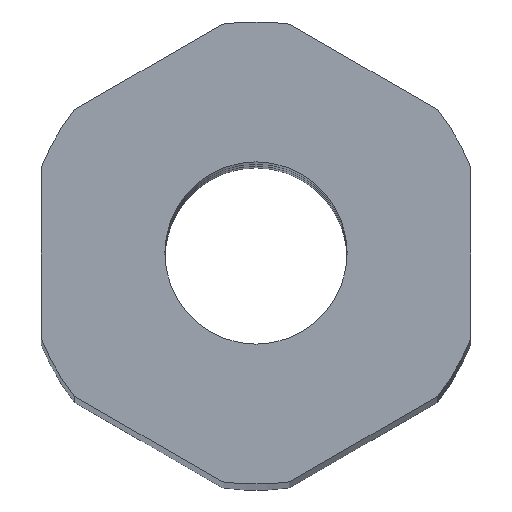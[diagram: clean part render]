
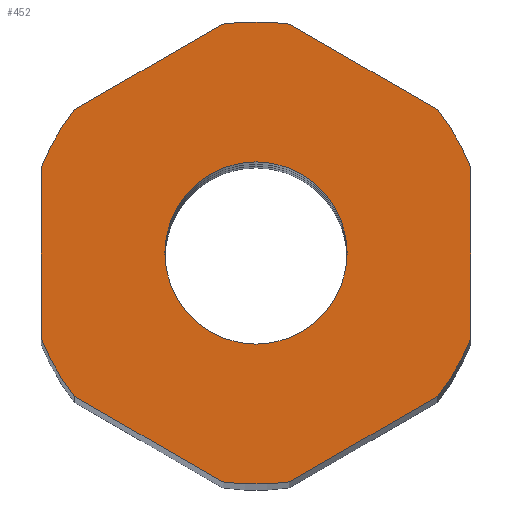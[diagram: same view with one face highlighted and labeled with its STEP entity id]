
A CAD part, top view. The second image highlights one B-rep face of the part: STEP entity #452.
In plain terms, the highlighted planar face has unit normal (0, 0, 1).
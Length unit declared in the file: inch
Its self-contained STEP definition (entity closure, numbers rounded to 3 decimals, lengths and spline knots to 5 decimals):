
#11 = CARTESIAN_POINT ( 'NONE',  ( -0.1875, 0.07454, 1.5 ) ) ;
#27 = VERTEX_POINT ( 'NONE', #335 ) ;
#30 = ORIENTED_EDGE ( 'NONE', *, *, #308, .F. ) ;
#34 = CARTESIAN_POINT ( 'NONE',  ( 0.0292, -0.19965, 1.5 ) ) ;
#36 = ORIENTED_EDGE ( 'NONE', *, *, #272, .T. ) ;
#49 = DIRECTION ( 'NONE',  ( 0., 0., 1. ) ) ;
#50 = EDGE_CURVE ( 'NONE', #177, #328, #648, .T. ) ;
#57 = VERTEX_POINT ( 'NONE', #656 ) ;
#77 = EDGE_CURVE ( 'NONE', #57, #712, #658, .T. ) ;
#78 = EDGE_CURVE ( 'NONE', #431, #57, #351, .T. ) ;
#83 = VECTOR ( 'NONE', #533, 39.37008 ) ;
#85 = ORIENTED_EDGE ( 'NONE', *, *, #50, .T. ) ;
#88 = CARTESIAN_POINT ( 'NONE',  ( 0., 0., 1.5 ) ) ;
#104 = CARTESIAN_POINT ( 'NONE',  ( -0.1875, 0., 1.5 ) ) ;
#111 = LINE ( 'NONE', #659, #777 ) ;
#113 = ORIENTED_EDGE ( 'NONE', *, *, #637, .T. ) ;
#118 = VECTOR ( 'NONE', #376, 39.37008 ) ;
#124 = CARTESIAN_POINT ( 'NONE',  ( 0.1875, 0.07454, 1.5 ) ) ;
#130 = DIRECTION ( 'NONE',  ( 0., 0., 1. ) ) ;
#141 = LINE ( 'NONE', #327, #118 ) ;
#144 = CARTESIAN_POINT ( 'NONE',  ( 0., 0., 1.5 ) ) ;
#146 = DIRECTION ( 'NONE',  ( 0., 0., 1. ) ) ;
#152 = EDGE_CURVE ( 'NONE', #227, #230, #486, .T. ) ;
#175 = CARTESIAN_POINT ( 'NONE',  ( -0.1583, 0.12511, 1.5 ) ) ;
#176 = DIRECTION ( 'NONE',  ( 0., 0., 1. ) ) ;
#177 = VERTEX_POINT ( 'NONE', #11 ) ;
#180 = EDGE_CURVE ( 'NONE', #694, #177, #757, .T. ) ;
#188 = CARTESIAN_POINT ( 'NONE',  ( 0., 0., 1.5 ) ) ;
#202 = DIRECTION ( 'NONE',  ( 1., 0., 0. ) ) ;
#212 = EDGE_CURVE ( 'NONE', #280, #481, #708, .T. ) ;
#216 = LINE ( 'NONE', #459, #330 ) ;
#227 = VERTEX_POINT ( 'NONE', #380 ) ;
#230 = VERTEX_POINT ( 'NONE', #444 ) ;
#233 = CARTESIAN_POINT ( 'NONE',  ( 0., 0., 1.5 ) ) ;
#247 = EDGE_LOOP ( 'NONE', ( #561, #113, #519, #306, #395, #669, #85, #580, #36, #524, #587, #387 ) ) ;
#249 = DIRECTION ( 'NONE',  ( 1., 0., 0. ) ) ;
#250 = EDGE_CURVE ( 'NONE', #313, #633, #268, .T. ) ;
#261 = DIRECTION ( 'NONE',  ( 0., 0., 1. ) ) ;
#262 = DIRECTION ( 'NONE',  ( 1., 0., 0. ) ) ;
#268 = CIRCLE ( 'NONE', #717, 0.0795 ) ;
#272 = EDGE_CURVE ( 'NONE', #27, #280, #141, .T. ) ;
#273 = AXIS2_PLACEMENT_3D ( 'NONE', #525, #401, #584 ) ;
#280 = VERTEX_POINT ( 'NONE', #680 ) ;
#283 = CARTESIAN_POINT ( 'NONE',  ( 0.1583, 0.12511, 1.5 ) ) ;
#293 = CIRCLE ( 'NONE', #367, 0.20177 ) ;
#306 = ORIENTED_EDGE ( 'NONE', *, *, #77, .T. ) ;
#308 = EDGE_CURVE ( 'NONE', #633, #313, #488, .T. ) ;
#311 = LINE ( 'NONE', #621, #692 ) ;
#312 = DIRECTION ( 'NONE',  ( 0., 0., 1. ) ) ;
#313 = VERTEX_POINT ( 'NONE', #442 ) ;
#319 = VECTOR ( 'NONE', #601, 39.37008 ) ;
#327 = CARTESIAN_POINT ( 'NONE',  ( -0.09375, -0.16238, 1.5 ) ) ;
#328 = VERTEX_POINT ( 'NONE', #494 ) ;
#330 = VECTOR ( 'NONE', #703, 39.37008 ) ;
#335 = CARTESIAN_POINT ( 'NONE',  ( -0.1583, -0.12511, 1.5 ) ) ;
#345 = FACE_BOUND ( 'NONE', #748, .T. ) ;
#351 = LINE ( 'NONE', #554, #319 ) ;
#352 = CIRCLE ( 'NONE', #404, 0.20177 ) ;
#355 = AXIS2_PLACEMENT_3D ( 'NONE', #144, #261, #202 ) ;
#357 = VERTEX_POINT ( 'NONE', #124 ) ;
#362 = AXIS2_PLACEMENT_3D ( 'NONE', #448, #146, #262 ) ;
#365 = DIRECTION ( 'NONE',  ( 1., 0., 0. ) ) ;
#367 = AXIS2_PLACEMENT_3D ( 'NONE', #233, #408, #479 ) ;
#376 = DIRECTION ( 'NONE',  ( 0.866, -0.5, 0. ) ) ;
#380 = CARTESIAN_POINT ( 'NONE',  ( 0.1583, -0.12511, 1.5 ) ) ;
#381 = EDGE_CURVE ( 'NONE', #712, #694, #311, .T. ) ;
#387 = ORIENTED_EDGE ( 'NONE', *, *, #152, .T. ) ;
#395 = ORIENTED_EDGE ( 'NONE', *, *, #381, .T. ) ;
#401 = DIRECTION ( 'NONE',  ( 0., 0., 1. ) ) ;
#403 = CARTESIAN_POINT ( 'NONE',  ( -0.0292, 0.19965, 1.5 ) ) ;
#404 = AXIS2_PLACEMENT_3D ( 'NONE', #466, #49, #651 ) ;
#408 = DIRECTION ( 'NONE',  ( 0., 0., 1. ) ) ;
#431 = VERTEX_POINT ( 'NONE', #283 ) ;
#442 = CARTESIAN_POINT ( 'NONE',  ( -0.0795, 0., 1.5 ) ) ;
#444 = CARTESIAN_POINT ( 'NONE',  ( 0.1875, -0.07454, 1.5 ) ) ;
#448 = CARTESIAN_POINT ( 'NONE',  ( 0., 0., 1.5 ) ) ;
#450 = AXIS2_PLACEMENT_3D ( 'NONE', #546, #312, #738 ) ;
#452 = ADVANCED_FACE ( 'NONE', ( #345, #699 ), #770, .T. ) ;
#459 = CARTESIAN_POINT ( 'NONE',  ( 0.09375, -0.16238, 1.5 ) ) ;
#466 = CARTESIAN_POINT ( 'NONE',  ( 0., 0., 1.5 ) ) ;
#479 = DIRECTION ( 'NONE',  ( 1., 0., 0. ) ) ;
#480 = CARTESIAN_POINT ( 'NONE',  ( 0., 0., 1.5 ) ) ;
#481 = VERTEX_POINT ( 'NONE', #34 ) ;
#486 = CIRCLE ( 'NONE', #450, 0.20177 ) ;
#488 = CIRCLE ( 'NONE', #355, 0.0795 ) ;
#494 = CARTESIAN_POINT ( 'NONE',  ( -0.1875, -0.07454, 1.5 ) ) ;
#497 = DIRECTION ( 'NONE',  ( -0.866, -0.5, 0. ) ) ;
#519 = ORIENTED_EDGE ( 'NONE', *, *, #78, .T. ) ;
#524 = ORIENTED_EDGE ( 'NONE', *, *, #212, .T. ) ;
#525 = CARTESIAN_POINT ( 'NONE',  ( 0., 0., 1.5 ) ) ;
#533 = DIRECTION ( 'NONE',  ( 0., -1., 0. ) ) ;
#546 = CARTESIAN_POINT ( 'NONE',  ( 0., 0., 1.5 ) ) ;
#549 = EDGE_CURVE ( 'NONE', #481, #227, #216, .T. ) ;
#554 = CARTESIAN_POINT ( 'NONE',  ( 0.09375, 0.16238, 1.5 ) ) ;
#561 = ORIENTED_EDGE ( 'NONE', *, *, #673, .T. ) ;
#580 = ORIENTED_EDGE ( 'NONE', *, *, #632, .T. ) ;
#584 = DIRECTION ( 'NONE',  ( 1., 0., 0. ) ) ;
#587 = ORIENTED_EDGE ( 'NONE', *, *, #549, .T. ) ;
#601 = DIRECTION ( 'NONE',  ( -0.866, 0.5, 0. ) ) ;
#602 = DIRECTION ( 'NONE',  ( 0., 1., 0. ) ) ;
#607 = CARTESIAN_POINT ( 'NONE',  ( 0.0795, 0., 1.5 ) ) ;
#615 = AXIS2_PLACEMENT_3D ( 'NONE', #480, #176, #249 ) ;
#621 = CARTESIAN_POINT ( 'NONE',  ( -0.09375, 0.16238, 1.5 ) ) ;
#632 = EDGE_CURVE ( 'NONE', #328, #27, #293, .T. ) ;
#633 = VERTEX_POINT ( 'NONE', #607 ) ;
#637 = EDGE_CURVE ( 'NONE', #357, #431, #352, .T. ) ;
#648 = LINE ( 'NONE', #104, #83 ) ;
#651 = DIRECTION ( 'NONE',  ( 1., 0., 0. ) ) ;
#656 = CARTESIAN_POINT ( 'NONE',  ( 0.0292, 0.19965, 1.5 ) ) ;
#658 = CIRCLE ( 'NONE', #728, 0.20177 ) ;
#659 = CARTESIAN_POINT ( 'NONE',  ( 0.1875, 0., 1.5 ) ) ;
#669 = ORIENTED_EDGE ( 'NONE', *, *, #180, .T. ) ;
#673 = EDGE_CURVE ( 'NONE', #230, #357, #111, .T. ) ;
#680 = CARTESIAN_POINT ( 'NONE',  ( -0.0292, -0.19965, 1.5 ) ) ;
#681 = ORIENTED_EDGE ( 'NONE', *, *, #250, .F. ) ;
#684 = DIRECTION ( 'NONE',  ( 1., 0., 0. ) ) ;
#688 = DIRECTION ( 'NONE',  ( 0., 0., 1. ) ) ;
#692 = VECTOR ( 'NONE', #497, 39.37008 ) ;
#694 = VERTEX_POINT ( 'NONE', #175 ) ;
#699 = FACE_OUTER_BOUND ( 'NONE', #247, .T. ) ;
#703 = DIRECTION ( 'NONE',  ( 0.866, 0.5, 0. ) ) ;
#708 = CIRCLE ( 'NONE', #362, 0.20177 ) ;
#712 = VERTEX_POINT ( 'NONE', #403 ) ;
#717 = AXIS2_PLACEMENT_3D ( 'NONE', #88, #688, #684 ) ;
#728 = AXIS2_PLACEMENT_3D ( 'NONE', #188, #130, #365 ) ;
#738 = DIRECTION ( 'NONE',  ( 1., 0., 0. ) ) ;
#748 = EDGE_LOOP ( 'NONE', ( #30, #681 ) ) ;
#757 = CIRCLE ( 'NONE', #615, 0.20177 ) ;
#770 = PLANE ( 'NONE',  #273 ) ;
#777 = VECTOR ( 'NONE', #602, 39.37008 ) ;
